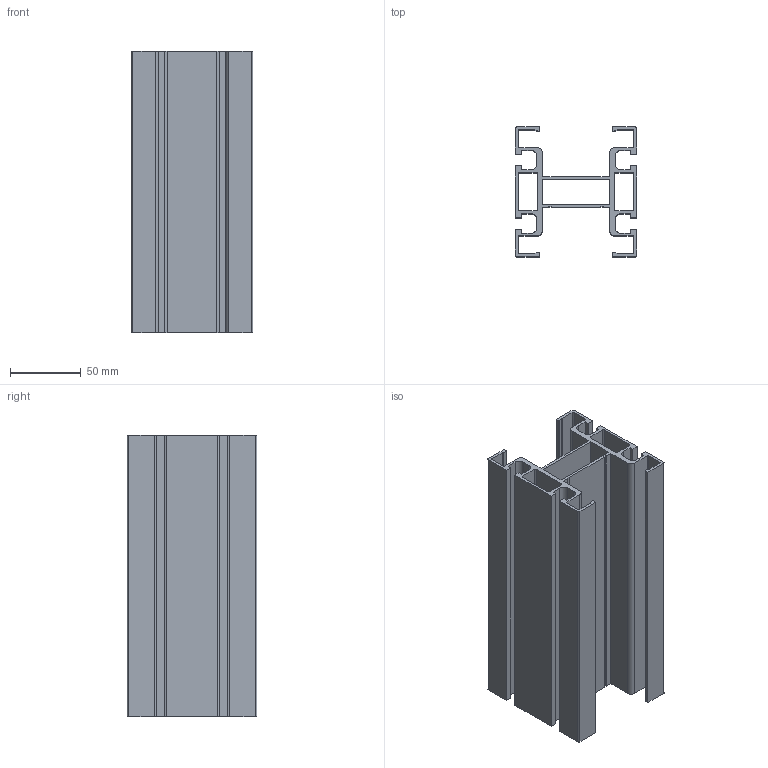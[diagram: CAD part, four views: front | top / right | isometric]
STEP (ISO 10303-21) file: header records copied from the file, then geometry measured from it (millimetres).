
FILE_DESCRIPTION(/* description */ (''),/* implementation_level */ '2;1');
FILE_NAME(/* name */ '108692.stp',/* time_stamp */ '2024-03-27T13:44:07+01:00',/* author */ ('a.szczepanik'),/* organization */ (''),/* preprocessor_version */ 'ST-DEVELOPER v18.1',/* originating_system */ 'Autodesk Inventor 2021',/* authorisation */ '');
FILE_SCHEMA (('AUTOMOTIVE_DESIGN { 1 0 10303 214 3 1 1 }'));
Length unit declared in the file: millimetre
Products named in the file (2): 108692; 108692-108692-1
Assembly tree (1 placements, depth 2):
  108692
    108692-108692-1
Bounding box: 86 x 92 x 200 mm (x, y, z)
Volume: 268901.8 mm3; surface area: 214352.7 mm2
Topology: 1 solids, 1 shells, 138 faces, 408 edges, 272 vertices
Faces by surface type: plane 94, cylinder 44
Entity records: 4679 total; most frequent: CARTESIAN_POINT 821, ORIENTED_EDGE 816, DIRECTION 778, EDGE_CURVE 408, LINE 320, VECTOR 320, VERTEX_POINT 272, AXIS2_PLACEMENT_3D 229
